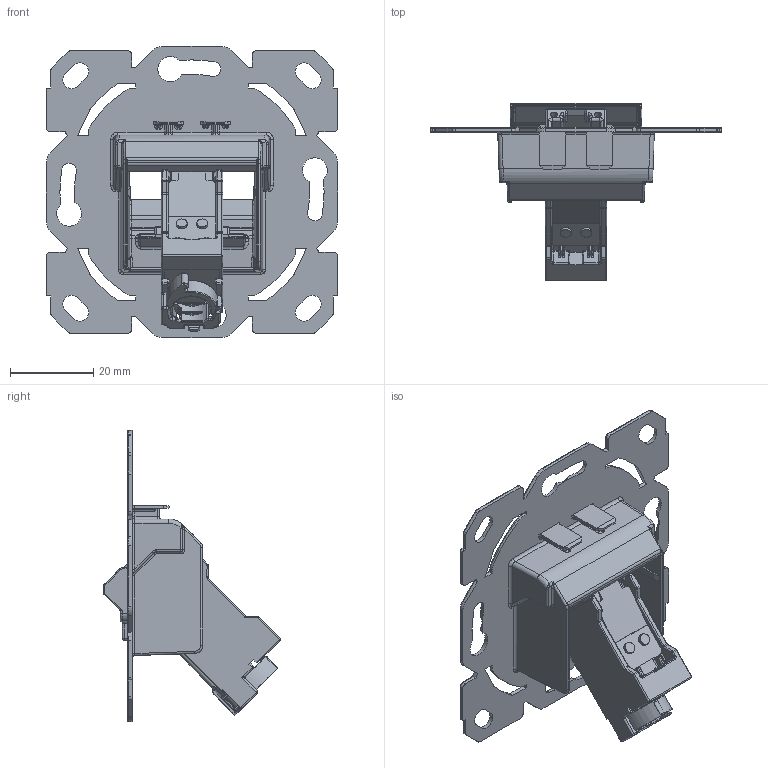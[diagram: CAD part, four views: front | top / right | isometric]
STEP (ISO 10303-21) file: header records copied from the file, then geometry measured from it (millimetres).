
FILE_DESCRIPTION (( 'STEP AP214' ), '1' );
FILE_NAME ('J00020A0514H50.STEP', '2018-06-20T06:26:42', ( '' ), ( '' ), 'SwSTEP 2.0', 'SolidWorks 2017', '' );
FILE_SCHEMA (( 'AUTOMOTIVE_DESIGN' ));
Length unit declared in the file: millimetre
Products named in the file (3): J00029A2000H50; B10014B0033; J00020A0514H50
Assembly tree (2 placements, depth 2):
  J00020A0514H50
    B10014B0033
    J00029A2000H50
Bounding box: 70 x 42.6 x 70 mm (x, y, z)
Volume: 15604.5 mm3; surface area: 17914.6 mm2
Topology: 2 solids, 3 shells, 2401 faces, 6242 edges, 3803 vertices
Faces by surface type: plane 931, cylinder 807, bspline 483, torus 90, cone 64, sphere 26
Entity records: 96071 total; most frequent: CARTESIAN_POINT 28825, ORIENTED_EDGE 12314, DIRECTION 10107, EDGE_CURVE 6157, VERTEX_POINT 3804, VECTOR 3459, LINE 3459, AXIS2_PLACEMENT_3D 3324
